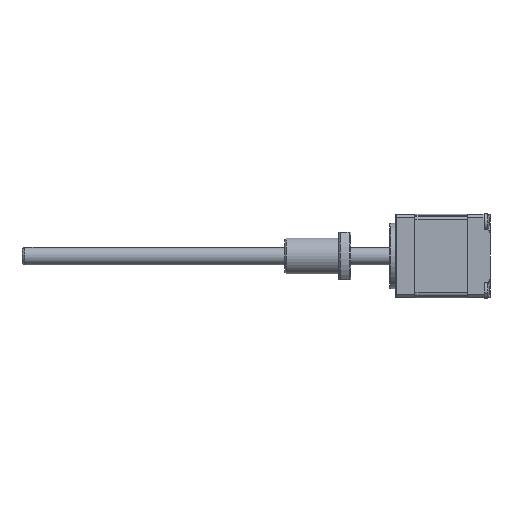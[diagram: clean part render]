
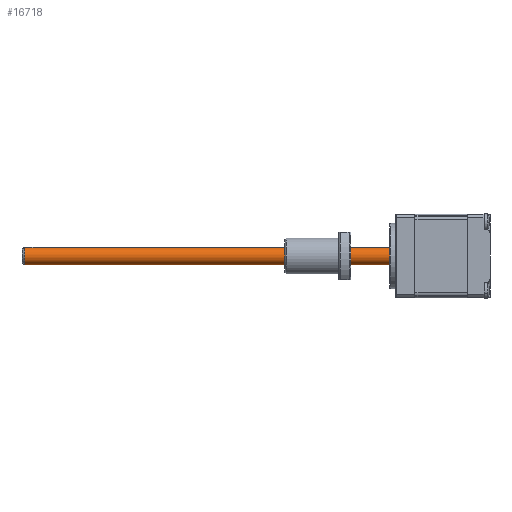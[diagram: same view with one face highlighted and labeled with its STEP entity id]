
A CAD part, left-side view. The second image highlights one B-rep face of the part: STEP entity #16718.
In plain terms, the highlighted cylindrical face has radius 3 mm (diameter 6 mm), a partial arc.
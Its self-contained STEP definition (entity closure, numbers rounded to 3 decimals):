
#983 = AXIS2_PLACEMENT_3D ( 'NONE', #45193, #10292, #49074 ) ;
#1137 = DIRECTION ( 'NONE',  ( 0., -1., 0. ) ) ;
#3590 = ORIENTED_EDGE ( 'NONE', *, *, #41454, .T. ) ;
#3988 = ORIENTED_EDGE ( 'NONE', *, *, #34201, .F. ) ;
#5664 = VERTEX_POINT ( 'NONE', #23069 ) ;
#5925 = CARTESIAN_POINT ( 'NONE',  ( -1.205, 138.276, 30.873 ) ) ;
#6174 = VERTEX_POINT ( 'NONE', #20039 ) ;
#8176 = DIRECTION ( 'NONE',  ( 0., -1., 0. ) ) ;
#9566 = EDGE_CURVE ( 'NONE', #5664, #29989, #45723, .T. ) ;
#10292 = DIRECTION ( 'NONE',  ( 0., -1., 0. ) ) ;
#10561 = CIRCLE ( 'NONE', #44079, 3. ) ;
#15099 = AXIS2_PLACEMENT_3D ( 'NONE', #46599, #23710, #23391 ) ;
#16718 = ADVANCED_FACE ( 'NONE', ( #21578 ), #39757, .T. ) ;
#17214 = DIRECTION ( 'NONE',  ( 0.417, 0., -0.909 ) ) ;
#18883 = LINE ( 'NONE', #43067, #47413 ) ;
#19283 = EDGE_CURVE ( 'NONE', #19789, #29989, #20741, .T. ) ;
#19789 = VERTEX_POINT ( 'NONE', #5925 ) ;
#20039 = CARTESIAN_POINT ( 'NONE',  ( -3.706, 138.276, 36.327 ) ) ;
#20741 = LINE ( 'NONE', #24639, #49211 ) ;
#21437 = DIRECTION ( 'NONE',  ( 0., -1., 0. ) ) ;
#21578 = FACE_OUTER_BOUND ( 'NONE', #45883, .T. ) ;
#23069 = CARTESIAN_POINT ( 'NONE',  ( -3.706, 14.276, 36.327 ) ) ;
#23391 = DIRECTION ( 'NONE',  ( -0.417, 0., 0.909 ) ) ;
#23710 = DIRECTION ( 'NONE',  ( 0., -1., 0. ) ) ;
#24639 = CARTESIAN_POINT ( 'NONE',  ( -1.205, 139.276, 30.873 ) ) ;
#29989 = VERTEX_POINT ( 'NONE', #43338 ) ;
#34201 = EDGE_CURVE ( 'NONE', #6174, #5664, #18883, .T. ) ;
#35817 = ORIENTED_EDGE ( 'NONE', *, *, #9566, .F. ) ;
#39757 = CYLINDRICAL_SURFACE ( 'NONE', #983, 3. ) ;
#40088 = CARTESIAN_POINT ( 'NONE',  ( -2.455, 138.276, 33.6 ) ) ;
#41454 = EDGE_CURVE ( 'NONE', #6174, #19789, #10561, .T. ) ;
#43067 = CARTESIAN_POINT ( 'NONE',  ( -3.706, 139.276, 36.327 ) ) ;
#43338 = CARTESIAN_POINT ( 'NONE',  ( -1.205, 14.276, 30.873 ) ) ;
#44079 = AXIS2_PLACEMENT_3D ( 'NONE', #40088, #21437, #17214 ) ;
#45193 = CARTESIAN_POINT ( 'NONE',  ( -2.455, 139.276, 33.6 ) ) ;
#45723 = CIRCLE ( 'NONE', #15099, 3. ) ;
#45883 = EDGE_LOOP ( 'NONE', ( #3590, #49671, #35817, #3988 ) ) ;
#46599 = CARTESIAN_POINT ( 'NONE',  ( -2.455, 14.276, 33.6 ) ) ;
#47413 = VECTOR ( 'NONE', #8176, 1000. ) ;
#49074 = DIRECTION ( 'NONE',  ( -0.417, 0., 0.909 ) ) ;
#49211 = VECTOR ( 'NONE', #1137, 1000. ) ;
#49671 = ORIENTED_EDGE ( 'NONE', *, *, #19283, .T. ) ;
